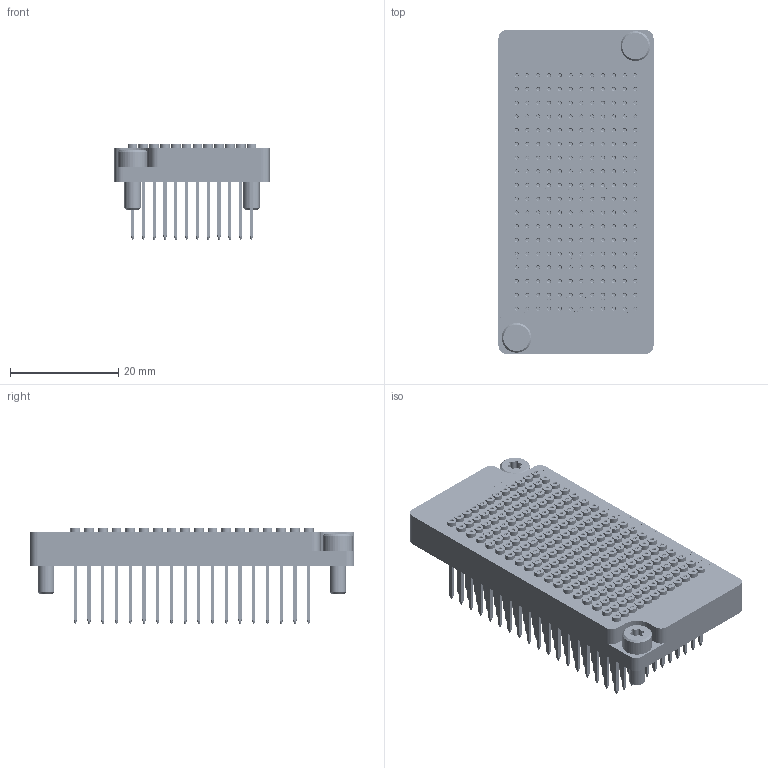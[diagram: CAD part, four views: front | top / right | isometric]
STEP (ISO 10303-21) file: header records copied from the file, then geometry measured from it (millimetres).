
FILE_DESCRIPTION (( 'STEP AP214' ), '1' );
FILE_NAME ('INGUN_116075.STEP', '2024-04-23T11:35:31', ( '' ), ( '' ), 'SwSTEP 2.0', 'SolidWorks 2021', '' );
FILE_SCHEMA (( 'AUTOMOTIVE_DESIGN' ));
Length unit declared in the file: millimetre
Products named in the file (6): INFO_4682~0_S; 116074~0_S; 116074~0; DIN912~n_M03,0x008; INGUN_116075; KT-Master__ADA~kt_KT-158 06
Assembly tree (221 placements, depth 3):
  INGUN_116075
    116074~0_S
      116074~0
      INFO_4682~0_S
    KT-Master__ADA~kt_KT-158 06  x216
    DIN912~n_M03,0x008  x2
Bounding box: 28.7 x 60 x 17.8 mm (x, y, z)
Volume: 11215 mm3; surface area: 23774.2 mm2
Topology: 472 solids, 472 shells, 8740 faces, 19480 edges, 11904 vertices
Faces by surface type: cylinder 3080, cone 2600, plane 2477, torus 432, bspline 151
Entity records: 47752 total; most frequent: CARTESIAN_POINT 15367, DIRECTION 5383, ORIENTED_EDGE 5274, EDGE_CURVE 2637, AXIS2_PLACEMENT_3D 2017, VERTEX_POINT 1753, EDGE_LOOP 1434, VECTOR 1349
